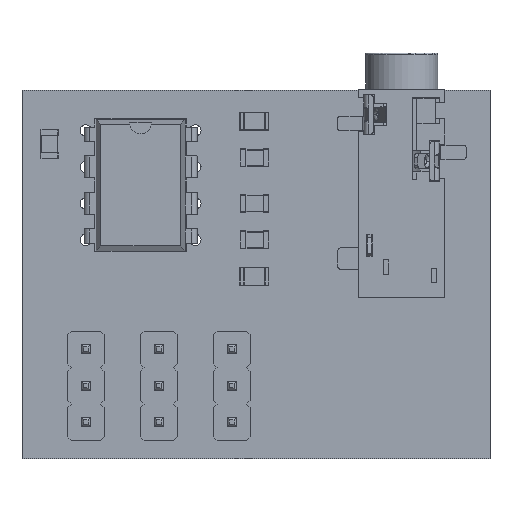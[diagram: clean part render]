
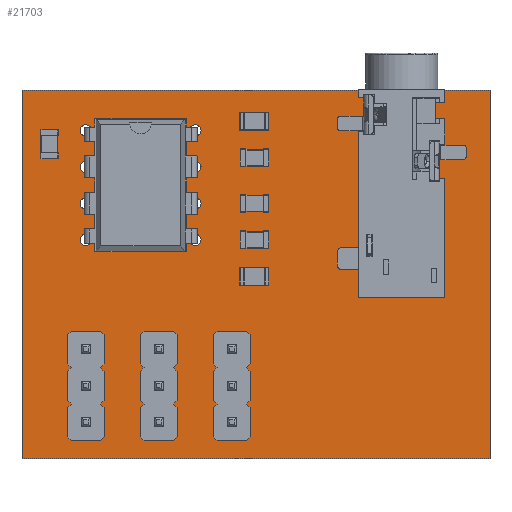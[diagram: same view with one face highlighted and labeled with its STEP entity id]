
A CAD part, top view. The second image highlights one B-rep face of the part: STEP entity #21703.
In plain terms, the highlighted planar face has unit normal (0, 0, 1).
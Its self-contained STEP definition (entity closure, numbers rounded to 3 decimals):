
#21382 = VERTEX_POINT('',#21383);
#21383 = CARTESIAN_POINT('',(165.299,-116.84,1.6));
#21389 = EDGE_CURVE('',#21382,#21390,#21392,.T.);
#21390 = VERTEX_POINT('',#21391);
#21391 = CARTESIAN_POINT('',(132.715,-116.84,1.6));
#21392 = LINE('',#21393,#21394);
#21393 = CARTESIAN_POINT('',(165.299,-116.84,1.6));
#21394 = VECTOR('',#21395,1.);
#21395 = DIRECTION('',(-1.,0.,0.));
#21422 = VERTEX_POINT('',#21423);
#21423 = CARTESIAN_POINT('',(165.299,-91.186,1.6));
#21429 = EDGE_CURVE('',#21422,#21382,#21430,.T.);
#21430 = LINE('',#21431,#21432);
#21431 = CARTESIAN_POINT('',(165.299,-91.186,1.6));
#21432 = VECTOR('',#21433,1.);
#21433 = DIRECTION('',(0.,-1.,0.));
#21451 = EDGE_CURVE('',#21390,#21452,#21454,.T.);
#21452 = VERTEX_POINT('',#21453);
#21453 = CARTESIAN_POINT('',(132.715,-91.186,1.6));
#21454 = LINE('',#21455,#21456);
#21455 = CARTESIAN_POINT('',(132.715,-116.84,1.6));
#21456 = VECTOR('',#21457,1.);
#21457 = DIRECTION('',(0.,1.,0.));
#21703 = ADVANCED_FACE('',(#21704,#21715,#21726,#21737,#21748,#21759,
    #21770,#21781,#21792,#21803,#21814,#21825,#21836,#21847,#21858,
    #21869,#21880,#21891,#21902,#21913),#21924,.T.);
#21704 = FACE_BOUND('',#21705,.T.);
#21705 = EDGE_LOOP('',(#21706,#21707,#21708,#21714));
#21706 = ORIENTED_EDGE('',*,*,#21389,.F.);
#21707 = ORIENTED_EDGE('',*,*,#21429,.F.);
#21708 = ORIENTED_EDGE('',*,*,#21709,.F.);
#21709 = EDGE_CURVE('',#21452,#21422,#21710,.T.);
#21710 = LINE('',#21711,#21712);
#21711 = CARTESIAN_POINT('',(132.715,-91.186,1.6));
#21712 = VECTOR('',#21713,1.);
#21713 = DIRECTION('',(1.,0.,0.));
#21714 = ORIENTED_EDGE('',*,*,#21451,.F.);
#21715 = FACE_BOUND('',#21716,.T.);
#21716 = EDGE_LOOP('',(#21717));
#21717 = ORIENTED_EDGE('',*,*,#21718,.T.);
#21718 = EDGE_CURVE('',#21719,#21719,#21721,.T.);
#21719 = VERTEX_POINT('',#21720);
#21720 = CARTESIAN_POINT('',(137.16,-114.8,1.6));
#21721 = CIRCLE('',#21722,0.5);
#21722 = AXIS2_PLACEMENT_3D('',#21723,#21724,#21725);
#21723 = CARTESIAN_POINT('',(137.16,-114.3,1.6));
#21724 = DIRECTION('',(-0.,0.,-1.));
#21725 = DIRECTION('',(-0.,-1.,0.));
#21726 = FACE_BOUND('',#21727,.T.);
#21727 = EDGE_LOOP('',(#21728));
#21728 = ORIENTED_EDGE('',*,*,#21729,.T.);
#21729 = EDGE_CURVE('',#21730,#21730,#21732,.T.);
#21730 = VERTEX_POINT('',#21731);
#21731 = CARTESIAN_POINT('',(142.24,-114.8,1.6));
#21732 = CIRCLE('',#21733,0.5);
#21733 = AXIS2_PLACEMENT_3D('',#21734,#21735,#21736);
#21734 = CARTESIAN_POINT('',(142.24,-114.3,1.6));
#21735 = DIRECTION('',(-0.,0.,-1.));
#21736 = DIRECTION('',(-0.,-1.,0.));
#21737 = FACE_BOUND('',#21738,.T.);
#21738 = EDGE_LOOP('',(#21739));
#21739 = ORIENTED_EDGE('',*,*,#21740,.T.);
#21740 = EDGE_CURVE('',#21741,#21741,#21743,.T.);
#21741 = VERTEX_POINT('',#21742);
#21742 = CARTESIAN_POINT('',(137.16,-112.26,1.6));
#21743 = CIRCLE('',#21744,0.5);
#21744 = AXIS2_PLACEMENT_3D('',#21745,#21746,#21747);
#21745 = CARTESIAN_POINT('',(137.16,-111.76,1.6));
#21746 = DIRECTION('',(-0.,0.,-1.));
#21747 = DIRECTION('',(-0.,-1.,0.));
#21748 = FACE_BOUND('',#21749,.T.);
#21749 = EDGE_LOOP('',(#21750));
#21750 = ORIENTED_EDGE('',*,*,#21751,.T.);
#21751 = EDGE_CURVE('',#21752,#21752,#21754,.T.);
#21752 = VERTEX_POINT('',#21753);
#21753 = CARTESIAN_POINT('',(142.24,-112.26,1.6));
#21754 = CIRCLE('',#21755,0.5);
#21755 = AXIS2_PLACEMENT_3D('',#21756,#21757,#21758);
#21756 = CARTESIAN_POINT('',(142.24,-111.76,1.6));
#21757 = DIRECTION('',(-0.,0.,-1.));
#21758 = DIRECTION('',(-0.,-1.,0.));
#21759 = FACE_BOUND('',#21760,.T.);
#21760 = EDGE_LOOP('',(#21761));
#21761 = ORIENTED_EDGE('',*,*,#21762,.T.);
#21762 = EDGE_CURVE('',#21763,#21763,#21765,.T.);
#21763 = VERTEX_POINT('',#21764);
#21764 = CARTESIAN_POINT('',(147.32,-114.8,1.6));
#21765 = CIRCLE('',#21766,0.5);
#21766 = AXIS2_PLACEMENT_3D('',#21767,#21768,#21769);
#21767 = CARTESIAN_POINT('',(147.32,-114.3,1.6));
#21768 = DIRECTION('',(-0.,0.,-1.));
#21769 = DIRECTION('',(-0.,-1.,0.));
#21770 = FACE_BOUND('',#21771,.T.);
#21771 = EDGE_LOOP('',(#21772));
#21772 = ORIENTED_EDGE('',*,*,#21773,.T.);
#21773 = EDGE_CURVE('',#21774,#21774,#21776,.T.);
#21774 = VERTEX_POINT('',#21775);
#21775 = CARTESIAN_POINT('',(147.32,-112.26,1.6));
#21776 = CIRCLE('',#21777,0.5);
#21777 = AXIS2_PLACEMENT_3D('',#21778,#21779,#21780);
#21778 = CARTESIAN_POINT('',(147.32,-111.76,1.6));
#21779 = DIRECTION('',(-0.,0.,-1.));
#21780 = DIRECTION('',(-0.,-1.,0.));
#21781 = FACE_BOUND('',#21782,.T.);
#21782 = EDGE_LOOP('',(#21783));
#21783 = ORIENTED_EDGE('',*,*,#21784,.T.);
#21784 = EDGE_CURVE('',#21785,#21785,#21787,.T.);
#21785 = VERTEX_POINT('',#21786);
#21786 = CARTESIAN_POINT('',(137.16,-109.72,1.6));
#21787 = CIRCLE('',#21788,0.5);
#21788 = AXIS2_PLACEMENT_3D('',#21789,#21790,#21791);
#21789 = CARTESIAN_POINT('',(137.16,-109.22,1.6));
#21790 = DIRECTION('',(-0.,0.,-1.));
#21791 = DIRECTION('',(-0.,-1.,0.));
#21792 = FACE_BOUND('',#21793,.T.);
#21793 = EDGE_LOOP('',(#21794));
#21794 = ORIENTED_EDGE('',*,*,#21795,.T.);
#21795 = EDGE_CURVE('',#21796,#21796,#21798,.T.);
#21796 = VERTEX_POINT('',#21797);
#21797 = CARTESIAN_POINT('',(142.24,-109.72,1.6));
#21798 = CIRCLE('',#21799,0.5);
#21799 = AXIS2_PLACEMENT_3D('',#21800,#21801,#21802);
#21800 = CARTESIAN_POINT('',(142.24,-109.22,1.6));
#21801 = DIRECTION('',(-0.,0.,-1.));
#21802 = DIRECTION('',(-0.,-1.,0.));
#21803 = FACE_BOUND('',#21804,.T.);
#21804 = EDGE_LOOP('',(#21805));
#21805 = ORIENTED_EDGE('',*,*,#21806,.T.);
#21806 = EDGE_CURVE('',#21807,#21807,#21809,.T.);
#21807 = VERTEX_POINT('',#21808);
#21808 = CARTESIAN_POINT('',(147.32,-109.72,1.6));
#21809 = CIRCLE('',#21810,0.5);
#21810 = AXIS2_PLACEMENT_3D('',#21811,#21812,#21813);
#21811 = CARTESIAN_POINT('',(147.32,-109.22,1.6));
#21812 = DIRECTION('',(-0.,0.,-1.));
#21813 = DIRECTION('',(-0.,-1.,0.));
#21814 = FACE_BOUND('',#21815,.T.);
#21815 = EDGE_LOOP('',(#21816));
#21816 = ORIENTED_EDGE('',*,*,#21817,.T.);
#21817 = EDGE_CURVE('',#21818,#21818,#21820,.T.);
#21818 = VERTEX_POINT('',#21819);
#21819 = CARTESIAN_POINT('',(137.16,-102.,1.6));
#21820 = CIRCLE('',#21821,0.4);
#21821 = AXIS2_PLACEMENT_3D('',#21822,#21823,#21824);
#21822 = CARTESIAN_POINT('',(137.16,-101.6,1.6));
#21823 = DIRECTION('',(-0.,0.,-1.));
#21824 = DIRECTION('',(-0.,-1.,0.));
#21825 = FACE_BOUND('',#21826,.T.);
#21826 = EDGE_LOOP('',(#21827));
#21827 = ORIENTED_EDGE('',*,*,#21828,.T.);
#21828 = EDGE_CURVE('',#21829,#21829,#21831,.T.);
#21829 = VERTEX_POINT('',#21830);
#21830 = CARTESIAN_POINT('',(137.16,-99.46,1.6));
#21831 = CIRCLE('',#21832,0.4);
#21832 = AXIS2_PLACEMENT_3D('',#21833,#21834,#21835);
#21833 = CARTESIAN_POINT('',(137.16,-99.06,1.6));
#21834 = DIRECTION('',(-0.,0.,-1.));
#21835 = DIRECTION('',(-0.,-1.,0.));
#21836 = FACE_BOUND('',#21837,.T.);
#21837 = EDGE_LOOP('',(#21838));
#21838 = ORIENTED_EDGE('',*,*,#21839,.T.);
#21839 = EDGE_CURVE('',#21840,#21840,#21842,.T.);
#21840 = VERTEX_POINT('',#21841);
#21841 = CARTESIAN_POINT('',(144.78,-102.,1.6));
#21842 = CIRCLE('',#21843,0.4);
#21843 = AXIS2_PLACEMENT_3D('',#21844,#21845,#21846);
#21844 = CARTESIAN_POINT('',(144.78,-101.6,1.6));
#21845 = DIRECTION('',(-0.,0.,-1.));
#21846 = DIRECTION('',(-0.,-1.,0.));
#21847 = FACE_BOUND('',#21848,.T.);
#21848 = EDGE_LOOP('',(#21849));
#21849 = ORIENTED_EDGE('',*,*,#21850,.T.);
#21850 = EDGE_CURVE('',#21851,#21851,#21853,.T.);
#21851 = VERTEX_POINT('',#21852);
#21852 = CARTESIAN_POINT('',(144.78,-99.46,1.6));
#21853 = CIRCLE('',#21854,0.4);
#21854 = AXIS2_PLACEMENT_3D('',#21855,#21856,#21857);
#21855 = CARTESIAN_POINT('',(144.78,-99.06,1.6));
#21856 = DIRECTION('',(-0.,0.,-1.));
#21857 = DIRECTION('',(-0.,-1.,0.));
#21858 = FACE_BOUND('',#21859,.T.);
#21859 = EDGE_LOOP('',(#21860));
#21860 = ORIENTED_EDGE('',*,*,#21861,.T.);
#21861 = EDGE_CURVE('',#21862,#21862,#21864,.T.);
#21862 = VERTEX_POINT('',#21863);
#21863 = CARTESIAN_POINT('',(137.16,-96.92,1.6));
#21864 = CIRCLE('',#21865,0.4);
#21865 = AXIS2_PLACEMENT_3D('',#21866,#21867,#21868);
#21866 = CARTESIAN_POINT('',(137.16,-96.52,1.6));
#21867 = DIRECTION('',(-0.,0.,-1.));
#21868 = DIRECTION('',(-0.,-1.,0.));
#21869 = FACE_BOUND('',#21870,.T.);
#21870 = EDGE_LOOP('',(#21871));
#21871 = ORIENTED_EDGE('',*,*,#21872,.T.);
#21872 = EDGE_CURVE('',#21873,#21873,#21875,.T.);
#21873 = VERTEX_POINT('',#21874);
#21874 = CARTESIAN_POINT('',(137.16,-94.38,1.6));
#21875 = CIRCLE('',#21876,0.4);
#21876 = AXIS2_PLACEMENT_3D('',#21877,#21878,#21879);
#21877 = CARTESIAN_POINT('',(137.16,-93.98,1.6));
#21878 = DIRECTION('',(-0.,0.,-1.));
#21879 = DIRECTION('',(-0.,-1.,0.));
#21880 = FACE_BOUND('',#21881,.T.);
#21881 = EDGE_LOOP('',(#21882));
#21882 = ORIENTED_EDGE('',*,*,#21883,.T.);
#21883 = EDGE_CURVE('',#21884,#21884,#21886,.T.);
#21884 = VERTEX_POINT('',#21885);
#21885 = CARTESIAN_POINT('',(144.78,-96.92,1.6));
#21886 = CIRCLE('',#21887,0.4);
#21887 = AXIS2_PLACEMENT_3D('',#21888,#21889,#21890);
#21888 = CARTESIAN_POINT('',(144.78,-96.52,1.6));
#21889 = DIRECTION('',(-0.,0.,-1.));
#21890 = DIRECTION('',(-0.,-1.,0.));
#21891 = FACE_BOUND('',#21892,.T.);
#21892 = EDGE_LOOP('',(#21893));
#21893 = ORIENTED_EDGE('',*,*,#21894,.T.);
#21894 = EDGE_CURVE('',#21895,#21895,#21897,.T.);
#21895 = VERTEX_POINT('',#21896);
#21896 = CARTESIAN_POINT('',(144.78,-94.38,1.6));
#21897 = CIRCLE('',#21898,0.4);
#21898 = AXIS2_PLACEMENT_3D('',#21899,#21900,#21901);
#21899 = CARTESIAN_POINT('',(144.78,-93.98,1.6));
#21900 = DIRECTION('',(-0.,0.,-1.));
#21901 = DIRECTION('',(-0.,-1.,0.));
#21902 = FACE_BOUND('',#21903,.T.);
#21903 = EDGE_LOOP('',(#21904));
#21904 = ORIENTED_EDGE('',*,*,#21905,.T.);
#21905 = EDGE_CURVE('',#21906,#21906,#21908,.T.);
#21906 = VERTEX_POINT('',#21907);
#21907 = CARTESIAN_POINT('',(159.15,-102.45,1.6));
#21908 = CIRCLE('',#21909,0.85);
#21909 = AXIS2_PLACEMENT_3D('',#21910,#21911,#21912);
#21910 = CARTESIAN_POINT('',(159.15,-101.6,1.6));
#21911 = DIRECTION('',(-0.,0.,-1.));
#21912 = DIRECTION('',(-0.,-1.,0.));
#21913 = FACE_BOUND('',#21914,.T.);
#21914 = EDGE_LOOP('',(#21915));
#21915 = ORIENTED_EDGE('',*,*,#21916,.T.);
#21916 = EDGE_CURVE('',#21917,#21917,#21919,.T.);
#21917 = VERTEX_POINT('',#21918);
#21918 = CARTESIAN_POINT('',(159.15,-95.45,1.6));
#21919 = CIRCLE('',#21920,0.85);
#21920 = AXIS2_PLACEMENT_3D('',#21921,#21922,#21923);
#21921 = CARTESIAN_POINT('',(159.15,-94.6,1.6));
#21922 = DIRECTION('',(-0.,0.,-1.));
#21923 = DIRECTION('',(-0.,-1.,0.));
#21924 = PLANE('',#21925);
#21925 = AXIS2_PLACEMENT_3D('',#21926,#21927,#21928);
#21926 = CARTESIAN_POINT('',(0.,0.,1.6));
#21927 = DIRECTION('',(0.,0.,1.));
#21928 = DIRECTION('',(1.,0.,-0.));
